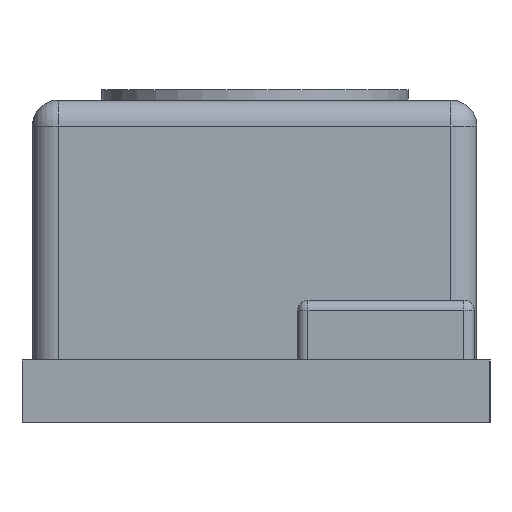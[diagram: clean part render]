
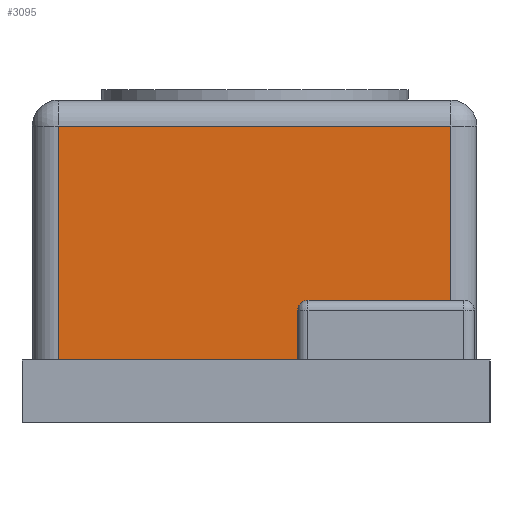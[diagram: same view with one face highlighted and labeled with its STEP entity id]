
A CAD part, left-side view. The second image highlights one B-rep face of the part: STEP entity #3095.
In plain terms, the highlighted planar face has unit normal (-1, 0, 0).
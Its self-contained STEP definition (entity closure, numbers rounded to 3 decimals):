
#931 = PLANE('',#932);
#932 = AXIS2_PLACEMENT_3D('',#933,#934,#935);
#933 = CARTESIAN_POINT('',(0.,0.,1.2));
#934 = DIRECTION('',(0.,0.,1.));
#935 = DIRECTION('',(1.,0.,0.));
#2103 = VERTEX_POINT('',#2104);
#2104 = CARTESIAN_POINT('',(28.,0.75,1.2));
#2121 = CYLINDRICAL_SURFACE('',#2122,0.5);
#2122 = AXIS2_PLACEMENT_3D('',#2123,#2124,#2125);
#2123 = CARTESIAN_POINT('',(28.5,0.75,1.2));
#2124 = DIRECTION('',(0.,0.,1.));
#2125 = DIRECTION('',(-1.,0.,0.));
#2133 = EDGE_CURVE('',#2103,#2134,#2136,.T.);
#2134 = VERTEX_POINT('',#2135);
#2135 = CARTESIAN_POINT('',(28.,8.3,1.2));
#2136 = SURFACE_CURVE('',#2137,(#2141,#2148),.PCURVE_S1.);
#2137 = LINE('',#2138,#2139);
#2138 = CARTESIAN_POINT('',(28.,0.25,1.2));
#2139 = VECTOR('',#2140,1.);
#2140 = DIRECTION('',(0.,1.,0.));
#2141 = PCURVE('',#931,#2142);
#2142 = DEFINITIONAL_REPRESENTATION('',(#2143),#2147);
#2143 = LINE('',#2144,#2145);
#2144 = CARTESIAN_POINT('',(28.,0.25));
#2145 = VECTOR('',#2146,1.);
#2146 = DIRECTION('',(0.,1.));
#2147 = ( GEOMETRIC_REPRESENTATION_CONTEXT(2) 
PARAMETRIC_REPRESENTATION_CONTEXT() REPRESENTATION_CONTEXT('2D SPACE',''
  ) );
#2148 = PCURVE('',#2149,#2154);
#2149 = PLANE('',#2150);
#2150 = AXIS2_PLACEMENT_3D('',#2151,#2152,#2153);
#2151 = CARTESIAN_POINT('',(28.,0.25,1.2));
#2152 = DIRECTION('',(1.,0.,0.));
#2153 = DIRECTION('',(0.,0.,1.));
#2154 = DEFINITIONAL_REPRESENTATION('',(#2155),#2159);
#2155 = LINE('',#2156,#2157);
#2156 = CARTESIAN_POINT('',(0.,0.));
#2157 = VECTOR('',#2158,1.);
#2158 = DIRECTION('',(0.,-1.));
#2159 = ( GEOMETRIC_REPRESENTATION_CONTEXT(2) 
PARAMETRIC_REPRESENTATION_CONTEXT() REPRESENTATION_CONTEXT('2D SPACE',''
  ) );
#2182 = CYLINDRICAL_SURFACE('',#2183,0.5);
#2183 = AXIS2_PLACEMENT_3D('',#2184,#2185,#2186);
#2184 = CARTESIAN_POINT('',(28.5,8.3,1.2));
#2185 = DIRECTION('',(0.,0.,1.));
#2186 = DIRECTION('',(-1.,0.,0.));
#2724 = VERTEX_POINT('',#2725);
#2725 = CARTESIAN_POINT('',(28.,0.75,5.7));
#2752 = EDGE_CURVE('',#2103,#2724,#2753,.T.);
#2753 = SURFACE_CURVE('',#2754,(#2758,#2765),.PCURVE_S1.);
#2754 = LINE('',#2755,#2756);
#2755 = CARTESIAN_POINT('',(28.,0.75,1.2));
#2756 = VECTOR('',#2757,1.);
#2757 = DIRECTION('',(0.,0.,1.));
#2758 = PCURVE('',#2121,#2759);
#2759 = DEFINITIONAL_REPRESENTATION('',(#2760),#2764);
#2760 = LINE('',#2761,#2762);
#2761 = CARTESIAN_POINT('',(0.,0.));
#2762 = VECTOR('',#2763,1.);
#2763 = DIRECTION('',(0.,1.));
#2764 = ( GEOMETRIC_REPRESENTATION_CONTEXT(2) 
PARAMETRIC_REPRESENTATION_CONTEXT() REPRESENTATION_CONTEXT('2D SPACE',''
  ) );
#2765 = PCURVE('',#2149,#2766);
#2766 = DEFINITIONAL_REPRESENTATION('',(#2767),#2771);
#2767 = LINE('',#2768,#2769);
#2768 = CARTESIAN_POINT('',(0.,-0.5));
#2769 = VECTOR('',#2770,1.);
#2770 = DIRECTION('',(1.,0.));
#2771 = ( GEOMETRIC_REPRESENTATION_CONTEXT(2) 
PARAMETRIC_REPRESENTATION_CONTEXT() REPRESENTATION_CONTEXT('2D SPACE',''
  ) );
#3049 = VERTEX_POINT('',#3050);
#3050 = CARTESIAN_POINT('',(28.,8.3,5.7));
#3075 = EDGE_CURVE('',#2134,#3049,#3076,.T.);
#3076 = SURFACE_CURVE('',#3077,(#3081,#3088),.PCURVE_S1.);
#3077 = LINE('',#3078,#3079);
#3078 = CARTESIAN_POINT('',(28.,8.3,1.2));
#3079 = VECTOR('',#3080,1.);
#3080 = DIRECTION('',(0.,0.,1.));
#3081 = PCURVE('',#2182,#3082);
#3082 = DEFINITIONAL_REPRESENTATION('',(#3083),#3087);
#3083 = LINE('',#3084,#3085);
#3084 = CARTESIAN_POINT('',(-0.,0.));
#3085 = VECTOR('',#3086,1.);
#3086 = DIRECTION('',(-0.,1.));
#3087 = ( GEOMETRIC_REPRESENTATION_CONTEXT(2) 
PARAMETRIC_REPRESENTATION_CONTEXT() REPRESENTATION_CONTEXT('2D SPACE',''
  ) );
#3088 = PCURVE('',#2149,#3089);
#3089 = DEFINITIONAL_REPRESENTATION('',(#3090),#3094);
#3090 = LINE('',#3091,#3092);
#3091 = CARTESIAN_POINT('',(0.,-8.05));
#3092 = VECTOR('',#3093,1.);
#3093 = DIRECTION('',(1.,0.));
#3094 = ( GEOMETRIC_REPRESENTATION_CONTEXT(2) 
PARAMETRIC_REPRESENTATION_CONTEXT() REPRESENTATION_CONTEXT('2D SPACE',''
  ) );
#3095 = ADVANCED_FACE('',(#3096),#2149,.F.);
#3096 = FACE_BOUND('',#3097,.F.);
#3097 = EDGE_LOOP('',(#3098,#3099,#3100,#3126));
#3098 = ORIENTED_EDGE('',*,*,#2133,.T.);
#3099 = ORIENTED_EDGE('',*,*,#3075,.T.);
#3100 = ORIENTED_EDGE('',*,*,#3101,.F.);
#3101 = EDGE_CURVE('',#2724,#3049,#3102,.T.);
#3102 = SURFACE_CURVE('',#3103,(#3107,#3114),.PCURVE_S1.);
#3103 = LINE('',#3104,#3105);
#3104 = CARTESIAN_POINT('',(28.,0.25,5.7));
#3105 = VECTOR('',#3106,1.);
#3106 = DIRECTION('',(0.,1.,0.));
#3107 = PCURVE('',#2149,#3108);
#3108 = DEFINITIONAL_REPRESENTATION('',(#3109),#3113);
#3109 = LINE('',#3110,#3111);
#3110 = CARTESIAN_POINT('',(4.5,0.));
#3111 = VECTOR('',#3112,1.);
#3112 = DIRECTION('',(0.,-1.));
#3113 = ( GEOMETRIC_REPRESENTATION_CONTEXT(2) 
PARAMETRIC_REPRESENTATION_CONTEXT() REPRESENTATION_CONTEXT('2D SPACE',''
  ) );
#3114 = PCURVE('',#3115,#3120);
#3115 = CYLINDRICAL_SURFACE('',#3116,0.5);
#3116 = AXIS2_PLACEMENT_3D('',#3117,#3118,#3119);
#3117 = CARTESIAN_POINT('',(28.5,0.25,5.7));
#3118 = DIRECTION('',(0.,1.,0.));
#3119 = DIRECTION('',(-1.,0.,0.));
#3120 = DEFINITIONAL_REPRESENTATION('',(#3121),#3125);
#3121 = LINE('',#3122,#3123);
#3122 = CARTESIAN_POINT('',(0.,0.));
#3123 = VECTOR('',#3124,1.);
#3124 = DIRECTION('',(0.,1.));
#3125 = ( GEOMETRIC_REPRESENTATION_CONTEXT(2) 
PARAMETRIC_REPRESENTATION_CONTEXT() REPRESENTATION_CONTEXT('2D SPACE',''
  ) );
#3126 = ORIENTED_EDGE('',*,*,#2752,.F.);
